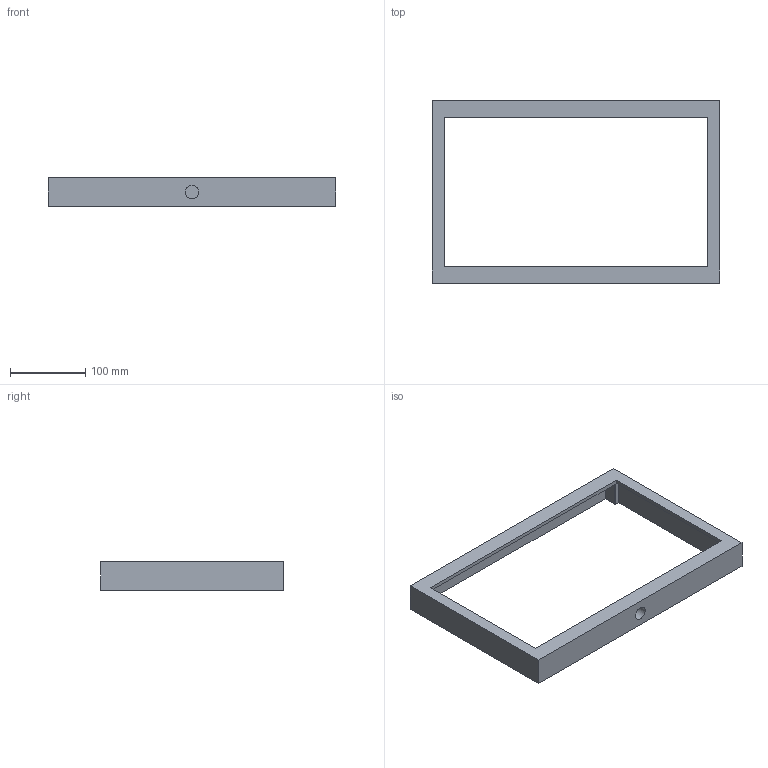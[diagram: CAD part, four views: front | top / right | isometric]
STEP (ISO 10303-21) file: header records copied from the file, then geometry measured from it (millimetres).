
FILE_DESCRIPTION(('FreeCAD Model'),'2;1');
FILE_NAME('Open CASCADE Shape Model','2025-01-13T10:41:19',('Author'),( ''),'Open CASCADE STEP processor 7.8','FreeCAD','Unknown');
FILE_SCHEMA(('AUTOMOTIVE_DESIGN { 1 0 10303 214 1 1 1 1 }'));
Length unit declared in the file: millimetre
Products named in the file (1): Body
Bounding box: 381 x 241.3 x 38.1 mm (x, y, z)
Volume: 522259.1 mm3; surface area: 137945.1 mm2
Topology: 1 solids, 1 shells, 23 faces, 63 edges, 42 vertices
Faces by surface type: plane 22, cylinder 1
Full cylindrical faces by diameter (mm): 17.78 x1
Entity records: 749 total; most frequent: CARTESIAN_POINT 129, ORIENTED_EDGE 126, DIRECTION 113, EDGE_CURVE 63, LINE 61, VECTOR 61, VERTEX_POINT 42, FACE_BOUND 27
